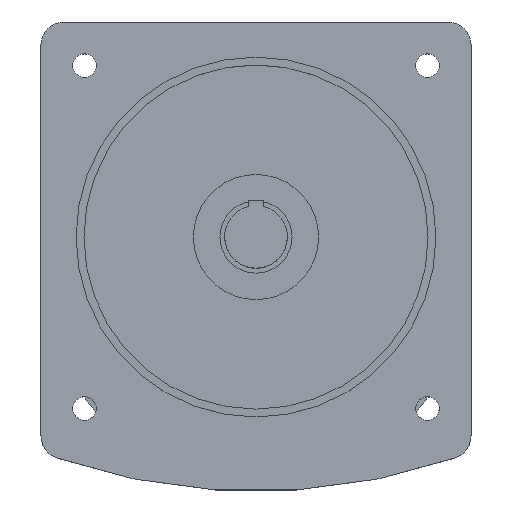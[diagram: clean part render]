
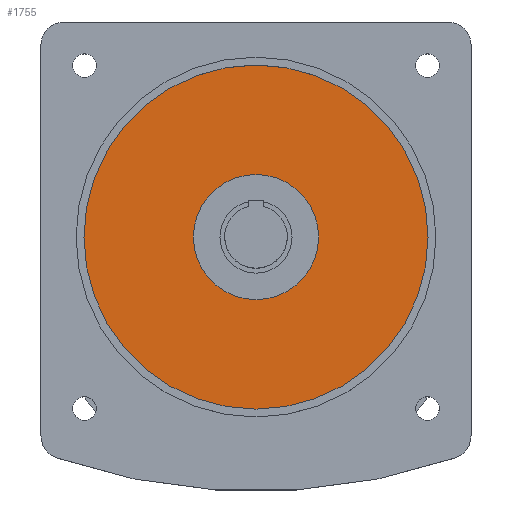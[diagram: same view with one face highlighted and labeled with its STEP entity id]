
A CAD part, top view. The second image highlights one B-rep face of the part: STEP entity #1755.
In plain terms, the highlighted planar face has unit normal (0, 0, 1).
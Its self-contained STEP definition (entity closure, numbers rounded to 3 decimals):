
#199 = CARTESIAN_POINT ( 'NONE',  ( 110., 0., 0. ) ) ;
#250 = CIRCLE ( 'NONE', #4123, 40. ) ;
#303 = CIRCLE ( 'NONE', #3427, 110. ) ;
#339 = CARTESIAN_POINT ( 'NONE',  ( 0., 0., 0. ) ) ;
#425 = VERTEX_POINT ( 'NONE', #1060 ) ;
#642 = DIRECTION ( 'NONE',  ( 0., 0., -1. ) ) ;
#675 = DIRECTION ( 'NONE',  ( 1., 0., 0. ) ) ;
#756 = DIRECTION ( 'NONE',  ( 1., 0., 0. ) ) ;
#853 = VERTEX_POINT ( 'NONE', #2905 ) ;
#888 = CARTESIAN_POINT ( 'NONE',  ( 0., 0., 0. ) ) ;
#922 = AXIS2_PLACEMENT_3D ( 'NONE', #2354, #2759, #5170 ) ;
#1060 = CARTESIAN_POINT ( 'NONE',  ( -110., 0., 0. ) ) ;
#1145 = EDGE_CURVE ( 'NONE', #1255, #853, #3734, .T. ) ;
#1255 = VERTEX_POINT ( 'NONE', #3647 ) ;
#1624 = CARTESIAN_POINT ( 'NONE',  ( 0., 228.125, 0. ) ) ;
#1708 = DIRECTION ( 'NONE',  ( 1., 0., 0. ) ) ;
#1755 = ADVANCED_FACE ( 'NONE', ( #2426, #4576 ), #4844, .T. ) ;
#2119 = DIRECTION ( 'NONE',  ( 0., 0., 1. ) ) ;
#2326 = ORIENTED_EDGE ( 'NONE', *, *, #1145, .F. ) ;
#2354 = CARTESIAN_POINT ( 'NONE',  ( 0., 0., 0. ) ) ;
#2426 = FACE_OUTER_BOUND ( 'NONE', #5028, .T. ) ;
#2559 = VERTEX_POINT ( 'NONE', #199 ) ;
#2677 = CARTESIAN_POINT ( 'NONE',  ( 0., 0., 0. ) ) ;
#2759 = DIRECTION ( 'NONE',  ( 0., 0., 1. ) ) ;
#2905 = CARTESIAN_POINT ( 'NONE',  ( -40., 0., 0. ) ) ;
#3323 = EDGE_CURVE ( 'NONE', #2559, #425, #303, .T. ) ;
#3337 = ORIENTED_EDGE ( 'NONE', *, *, #3323, .F. ) ;
#3427 = AXIS2_PLACEMENT_3D ( 'NONE', #339, #5243, #756 ) ;
#3647 = CARTESIAN_POINT ( 'NONE',  ( 40., 0., 0. ) ) ;
#3734 = CIRCLE ( 'NONE', #922, 40. ) ;
#3744 = AXIS2_PLACEMENT_3D ( 'NONE', #2677, #642, #675 ) ;
#4005 = AXIS2_PLACEMENT_3D ( 'NONE', #1624, #4929, #1708 ) ;
#4059 = EDGE_LOOP ( 'NONE', ( #4950, #2326 ) ) ;
#4123 = AXIS2_PLACEMENT_3D ( 'NONE', #888, #2119, #4949 ) ;
#4416 = CIRCLE ( 'NONE', #3744, 110. ) ;
#4418 = ORIENTED_EDGE ( 'NONE', *, *, #4610, .F. ) ;
#4424 = EDGE_CURVE ( 'NONE', #853, #1255, #250, .T. ) ;
#4576 = FACE_BOUND ( 'NONE', #4059, .T. ) ;
#4610 = EDGE_CURVE ( 'NONE', #425, #2559, #4416, .T. ) ;
#4844 = PLANE ( 'NONE',  #4005 ) ;
#4929 = DIRECTION ( 'NONE',  ( 0., 0., 1. ) ) ;
#4949 = DIRECTION ( 'NONE',  ( 1., 0., 0. ) ) ;
#4950 = ORIENTED_EDGE ( 'NONE', *, *, #4424, .F. ) ;
#5028 = EDGE_LOOP ( 'NONE', ( #4418, #3337 ) ) ;
#5170 = DIRECTION ( 'NONE',  ( 1., 0., 0. ) ) ;
#5243 = DIRECTION ( 'NONE',  ( 0., 0., -1. ) ) ;
